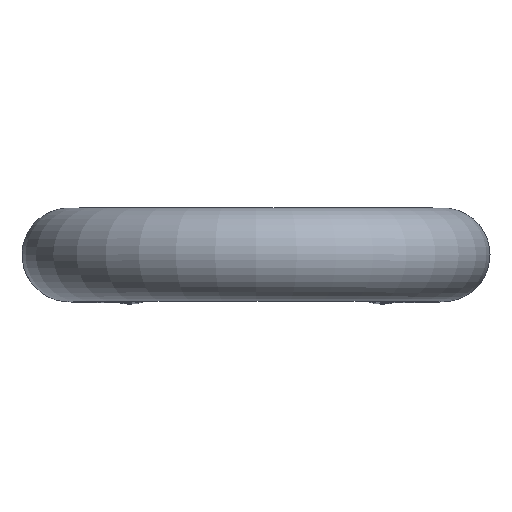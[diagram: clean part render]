
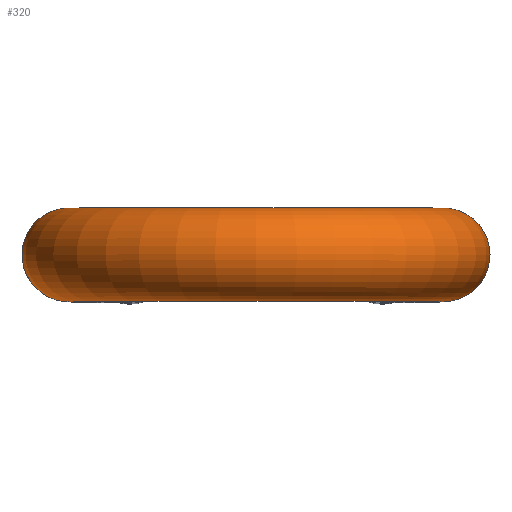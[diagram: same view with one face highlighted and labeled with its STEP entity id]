
A CAD part, top view. The second image highlights one B-rep face of the part: STEP entity #320.
In plain terms, the highlighted toroidal (fillet/blend) face has major radius 1 mm and minor radius 0.25 mm.
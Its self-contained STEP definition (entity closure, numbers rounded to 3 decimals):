
#64 = VERTEX_POINT('',#65);
#65 = CARTESIAN_POINT('',(-0.75,0.,4.9));
#98 = EDGE_CURVE('',#64,#64,#99,.T.);
#99 = ( BOUNDED_CURVE() B_SPLINE_CURVE(6,(#100,#101,#102,#103,#104,#105,
#106),.UNSPECIFIED.,.T.,.F.) B_SPLINE_CURVE_WITH_KNOTS((1,6,6,1),(
    -6.283,0.,6.283,12.566),
.UNSPECIFIED.) CURVE() GEOMETRIC_REPRESENTATION_ITEM() 
RATIONAL_B_SPLINE_CURVE((1.669,1.037,1.038,
    0.854,1.038,1.037,1.669)) 
REPRESENTATION_ITEM('') );
#100 = CARTESIAN_POINT('',(-0.75,0.,4.9));
#101 = CARTESIAN_POINT('',(-0.75,0.415,4.9));
#102 = CARTESIAN_POINT('',(-1.264,0.475,4.9));
#103 = CARTESIAN_POINT('',(-1.687,0.,4.9));
#104 = CARTESIAN_POINT('',(-1.264,-0.475,4.9));
#105 = CARTESIAN_POINT('',(-0.75,-0.415,4.9));
#106 = CARTESIAN_POINT('',(-0.75,0.,4.9));
#320 = ADVANCED_FACE('',(#321),#341,.T.);
#321 = FACE_BOUND('',#322,.T.);
#322 = EDGE_LOOP('',(#323,#332,#339,#340));
#323 = ORIENTED_EDGE('',*,*,#324,.T.);
#324 = EDGE_CURVE('',#64,#325,#327,.T.);
#325 = VERTEX_POINT('',#326);
#326 = CARTESIAN_POINT('',(0.75,0.,4.9));
#327 = CIRCLE('',#328,0.75);
#328 = AXIS2_PLACEMENT_3D('',#329,#330,#331);
#329 = CARTESIAN_POINT('',(0.,0.,4.9));
#330 = DIRECTION('',(0.,1.,0.));
#331 = DIRECTION('',(1.,0.,0.));
#332 = ORIENTED_EDGE('',*,*,#333,.T.);
#333 = EDGE_CURVE('',#325,#325,#334,.T.);
#334 = CIRCLE('',#335,0.25);
#335 = AXIS2_PLACEMENT_3D('',#336,#337,#338);
#336 = CARTESIAN_POINT('',(1.,0.,4.9));
#337 = DIRECTION('',(0.,0.,1.));
#338 = DIRECTION('',(1.,0.,0.));
#339 = ORIENTED_EDGE('',*,*,#324,.F.);
#340 = ORIENTED_EDGE('',*,*,#98,.T.);
#341 = TOROIDAL_SURFACE('',#342,1.,0.25);
#342 = AXIS2_PLACEMENT_3D('',#343,#344,#345);
#343 = CARTESIAN_POINT('',(0.,0.,4.9));
#344 = DIRECTION('',(0.,1.,0.));
#345 = DIRECTION('',(1.,0.,0.));
